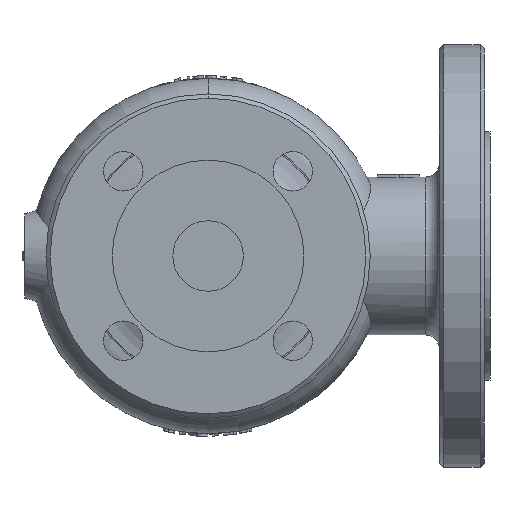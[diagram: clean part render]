
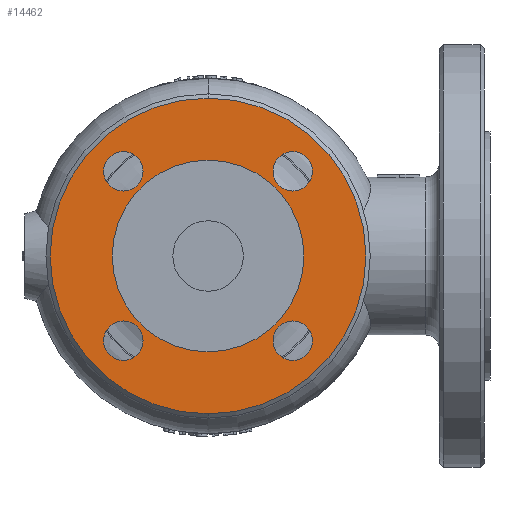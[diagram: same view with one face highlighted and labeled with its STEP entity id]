
A CAD part, front view. The second image highlights one B-rep face of the part: STEP entity #14462.
In plain terms, the highlighted planar face has unit normal (0, -1, 0).
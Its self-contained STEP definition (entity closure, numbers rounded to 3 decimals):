
#214 = VERTEX_POINT ( 'NONE', #39564 ) ;
#444 = EDGE_CURVE ( 'NONE', #2404, #21653, #20788, .T. ) ;
#1251 = VERTEX_POINT ( 'NONE', #40765 ) ;
#1307 = ORIENTED_EDGE ( 'NONE', *, *, #40143, .F. ) ;
#1384 = CARTESIAN_POINT ( 'NONE',  ( 30.052, 0., 30.052 ) ) ;
#1767 = EDGE_CURVE ( 'NONE', #40743, #38858, #46542, .T. ) ;
#1973 = CARTESIAN_POINT ( 'NONE',  ( -30.052, 0., 30.052 ) ) ;
#2244 = DIRECTION ( 'NONE',  ( 0., 0., -1. ) ) ;
#2404 = VERTEX_POINT ( 'NONE', #23232 ) ;
#2761 = FACE_BOUND ( 'NONE', #42928, .T. ) ;
#2844 = AXIS2_PLACEMENT_3D ( 'NONE', #1384, #30206, #26860 ) ;
#2916 = AXIS2_PLACEMENT_3D ( 'NONE', #25520, #14954, #47129 ) ;
#3181 = CARTESIAN_POINT ( 'NONE',  ( 0., 0., -56. ) ) ;
#3608 = AXIS2_PLACEMENT_3D ( 'NONE', #35274, #24056, #2244 ) ;
#4232 = VERTEX_POINT ( 'NONE', #42409 ) ;
#4426 = CIRCLE ( 'NONE', #2916, 7. ) ;
#4459 = DIRECTION ( 'NONE',  ( 0., 0., -1. ) ) ;
#5449 = EDGE_CURVE ( 'NONE', #21653, #2404, #22414, .T. ) ;
#6258 = CARTESIAN_POINT ( 'NONE',  ( 30.052, 0., 37.052 ) ) ;
#7228 = DIRECTION ( 'NONE',  ( 0., -1., 0. ) ) ;
#7247 = VERTEX_POINT ( 'NONE', #14675 ) ;
#7346 = FACE_BOUND ( 'NONE', #30060, .T. ) ;
#7448 = AXIS2_PLACEMENT_3D ( 'NONE', #43504, #7228, #35949 ) ;
#7480 = VERTEX_POINT ( 'NONE', #6258 ) ;
#7618 = CIRCLE ( 'NONE', #9251, 34. ) ;
#7808 = CARTESIAN_POINT ( 'NONE',  ( 30.052, 0., 30.052 ) ) ;
#8115 = DIRECTION ( 'NONE',  ( 0., -1., 0. ) ) ;
#9251 = AXIS2_PLACEMENT_3D ( 'NONE', #21807, #36082, #14150 ) ;
#9386 = EDGE_CURVE ( 'NONE', #1251, #25759, #43424, .T. ) ;
#10093 = AXIS2_PLACEMENT_3D ( 'NONE', #26145, #33483, #4459 ) ;
#10116 = DIRECTION ( 'NONE',  ( 0., -1., 0. ) ) ;
#10416 = CIRCLE ( 'NONE', #19107, 34. ) ;
#10737 = FACE_BOUND ( 'NONE', #33527, .T. ) ;
#11123 = VERTEX_POINT ( 'NONE', #26922 ) ;
#12199 = DIRECTION ( 'NONE',  ( 0., -1., 0. ) ) ;
#12878 = ORIENTED_EDGE ( 'NONE', *, *, #30294, .F. ) ;
#13445 = PLANE ( 'NONE',  #22617 ) ;
#13894 = DIRECTION ( 'NONE',  ( 0., -1., 0. ) ) ;
#14150 = DIRECTION ( 'NONE',  ( 0., 0., 1. ) ) ;
#14462 = ADVANCED_FACE ( 'NONE', ( #38126, #7346, #47178, #2761, #19809, #10737 ), #13445, .T. ) ;
#14675 = CARTESIAN_POINT ( 'NONE',  ( -30.052, 0., 23.052 ) ) ;
#14874 = CARTESIAN_POINT ( 'NONE',  ( 0., 0., 0. ) ) ;
#14954 = DIRECTION ( 'NONE',  ( 0., -1., 0. ) ) ;
#15339 = ORIENTED_EDGE ( 'NONE', *, *, #43246, .T. ) ;
#15863 = DIRECTION ( 'NONE',  ( 0., 0., -1. ) ) ;
#16793 = EDGE_CURVE ( 'NONE', #214, #4232, #7618, .T. ) ;
#16973 = CIRCLE ( 'NONE', #26999, 56. ) ;
#17127 = ORIENTED_EDGE ( 'NONE', *, *, #41813, .F. ) ;
#18627 = AXIS2_PLACEMENT_3D ( 'NONE', #34096, #12199, #15863 ) ;
#18731 = CIRCLE ( 'NONE', #22995, 7. ) ;
#19019 = ORIENTED_EDGE ( 'NONE', *, *, #41450, .F. ) ;
#19107 = AXIS2_PLACEMENT_3D ( 'NONE', #14874, #32789, #36638 ) ;
#19809 = FACE_OUTER_BOUND ( 'NONE', #21712, .T. ) ;
#20788 = CIRCLE ( 'NONE', #3608, 7. ) ;
#21653 = VERTEX_POINT ( 'NONE', #39086 ) ;
#21712 = EDGE_LOOP ( 'NONE', ( #34664, #15339 ) ) ;
#21807 = CARTESIAN_POINT ( 'NONE',  ( 0., 0., 0. ) ) ;
#22414 = CIRCLE ( 'NONE', #18627, 7. ) ;
#22617 = AXIS2_PLACEMENT_3D ( 'NONE', #35512, #10116, #46253 ) ;
#22730 = DIRECTION ( 'NONE',  ( 0., 0., -1. ) ) ;
#22995 = AXIS2_PLACEMENT_3D ( 'NONE', #7808, #8115, #22730 ) ;
#23232 = CARTESIAN_POINT ( 'NONE',  ( -30.052, 0., -37.052 ) ) ;
#23260 = CARTESIAN_POINT ( 'NONE',  ( 30.052, 0., -23.052 ) ) ;
#24056 = DIRECTION ( 'NONE',  ( 0., -1., 0. ) ) ;
#24914 = CARTESIAN_POINT ( 'NONE',  ( 0., 0., 0. ) ) ;
#25045 = CARTESIAN_POINT ( 'NONE',  ( 30.052, 0., -30.052 ) ) ;
#25520 = CARTESIAN_POINT ( 'NONE',  ( -30.052, 0., 30.052 ) ) ;
#25759 = VERTEX_POINT ( 'NONE', #3181 ) ;
#25800 = AXIS2_PLACEMENT_3D ( 'NONE', #25045, #43332, #32704 ) ;
#25893 = ORIENTED_EDGE ( 'NONE', *, *, #5449, .F. ) ;
#26145 = CARTESIAN_POINT ( 'NONE',  ( 30.052, 0., -30.052 ) ) ;
#26860 = DIRECTION ( 'NONE',  ( 0., 0., -1. ) ) ;
#26922 = CARTESIAN_POINT ( 'NONE',  ( -30.052, 0., 37.052 ) ) ;
#26999 = AXIS2_PLACEMENT_3D ( 'NONE', #24914, #13894, #43535 ) ;
#27992 = CIRCLE ( 'NONE', #2844, 7. ) ;
#28192 = ORIENTED_EDGE ( 'NONE', *, *, #16793, .T. ) ;
#28372 = VERTEX_POINT ( 'NONE', #35747 ) ;
#30060 = EDGE_LOOP ( 'NONE', ( #33608, #25893 ) ) ;
#30206 = DIRECTION ( 'NONE',  ( 0., -1., 0. ) ) ;
#30294 = EDGE_CURVE ( 'NONE', #38858, #40743, #31582, .T. ) ;
#31582 = CIRCLE ( 'NONE', #25800, 7. ) ;
#32704 = DIRECTION ( 'NONE',  ( 0., 0., -1. ) ) ;
#32789 = DIRECTION ( 'NONE',  ( 0., 1., 0. ) ) ;
#33360 = EDGE_LOOP ( 'NONE', ( #12878, #40699 ) ) ;
#33483 = DIRECTION ( 'NONE',  ( 0., -1., 0. ) ) ;
#33527 = EDGE_LOOP ( 'NONE', ( #35107, #28192 ) ) ;
#33608 = ORIENTED_EDGE ( 'NONE', *, *, #444, .F. ) ;
#34096 = CARTESIAN_POINT ( 'NONE',  ( -30.052, 0., -30.052 ) ) ;
#34307 = EDGE_CURVE ( 'NONE', #4232, #214, #10416, .T. ) ;
#34664 = ORIENTED_EDGE ( 'NONE', *, *, #9386, .T. ) ;
#34820 = DIRECTION ( 'NONE',  ( 0., 0., -1. ) ) ;
#35107 = ORIENTED_EDGE ( 'NONE', *, *, #34307, .T. ) ;
#35274 = CARTESIAN_POINT ( 'NONE',  ( -30.052, 0., -30.052 ) ) ;
#35512 = CARTESIAN_POINT ( 'NONE',  ( -34., 0., 0. ) ) ;
#35747 = CARTESIAN_POINT ( 'NONE',  ( 30.052, 0., 23.052 ) ) ;
#35949 = DIRECTION ( 'NONE',  ( 0., 0., -1. ) ) ;
#36082 = DIRECTION ( 'NONE',  ( 0., 1., 0. ) ) ;
#36638 = DIRECTION ( 'NONE',  ( 0., 0., 1. ) ) ;
#38126 = FACE_BOUND ( 'NONE', #44586, .T. ) ;
#38858 = VERTEX_POINT ( 'NONE', #44134 ) ;
#39086 = CARTESIAN_POINT ( 'NONE',  ( -30.052, 0., -23.052 ) ) ;
#39564 = CARTESIAN_POINT ( 'NONE',  ( 0., 0., -34. ) ) ;
#40143 = EDGE_CURVE ( 'NONE', #7480, #28372, #27992, .T. ) ;
#40699 = ORIENTED_EDGE ( 'NONE', *, *, #1767, .F. ) ;
#40743 = VERTEX_POINT ( 'NONE', #23260 ) ;
#40765 = CARTESIAN_POINT ( 'NONE',  ( 0., 0., 56. ) ) ;
#41012 = CIRCLE ( 'NONE', #41910, 7. ) ;
#41450 = EDGE_CURVE ( 'NONE', #7247, #11123, #41012, .T. ) ;
#41813 = EDGE_CURVE ( 'NONE', #28372, #7480, #18731, .T. ) ;
#41910 = AXIS2_PLACEMENT_3D ( 'NONE', #1973, #45274, #34820 ) ;
#42409 = CARTESIAN_POINT ( 'NONE',  ( 0., 0., 34. ) ) ;
#42928 = EDGE_LOOP ( 'NONE', ( #17127, #1307 ) ) ;
#43110 = ORIENTED_EDGE ( 'NONE', *, *, #44015, .F. ) ;
#43246 = EDGE_CURVE ( 'NONE', #25759, #1251, #16973, .T. ) ;
#43332 = DIRECTION ( 'NONE',  ( 0., -1., 0. ) ) ;
#43424 = CIRCLE ( 'NONE', #7448, 56. ) ;
#43504 = CARTESIAN_POINT ( 'NONE',  ( 0., 0., 0. ) ) ;
#43535 = DIRECTION ( 'NONE',  ( 0., 0., -1. ) ) ;
#44015 = EDGE_CURVE ( 'NONE', #11123, #7247, #4426, .T. ) ;
#44134 = CARTESIAN_POINT ( 'NONE',  ( 30.052, 0., -37.052 ) ) ;
#44586 = EDGE_LOOP ( 'NONE', ( #19019, #43110 ) ) ;
#45274 = DIRECTION ( 'NONE',  ( 0., -1., 0. ) ) ;
#46253 = DIRECTION ( 'NONE',  ( 0., 0., -1. ) ) ;
#46542 = CIRCLE ( 'NONE', #10093, 7. ) ;
#47129 = DIRECTION ( 'NONE',  ( 0., 0., -1. ) ) ;
#47178 = FACE_BOUND ( 'NONE', #33360, .T. ) ;
